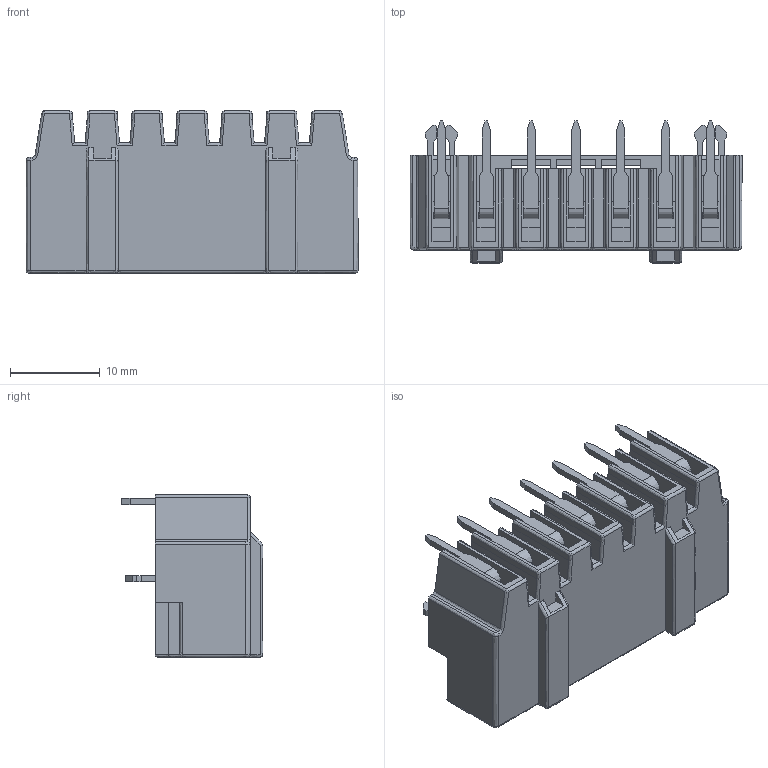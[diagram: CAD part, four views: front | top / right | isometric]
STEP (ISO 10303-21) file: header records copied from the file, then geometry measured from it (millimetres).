
FILE_DESCRIPTION( ('This file contains a STEP AP42 implementation' ,'as created by ZW3D STEP Interface translator.') ,'2;1' );
FILE_NAME( 'WJ9RC-5.0-07P.stp' ,'25 422. 83838', (''), ('ZWCAD Software Co.'), 'Version 1.0', 'ZW3D to STEP translator', '' );
FILE_SCHEMA(('AUTOMOTIVE_DESIGN'));
Length unit declared in the file: millimetre
Products named in the file (2): 0; WJ9RC-5.0-07P蚾饜
Bounding box: 37 x 15.8 x 18.1 mm (x, y, z)
Volume: 2448.9 mm3; surface area: 5533.1 mm2
Topology: 1 solids, 43 shells, 1120 faces, 2853 edges, 1818 vertices
Faces by surface type: bspline 1120
Entity records: 34259 total; most frequent: CARTESIAN_POINT 15619, ORIENTED_EDGE 5704, EDGE_CURVE 2852, B_SPLINE_CURVE_WITH_KNOTS 2651, VERTEX_POINT 1818, EDGE_LOOP 1158, FACE_OUTER_BOUND 1120, ADVANCED_FACE 1120
